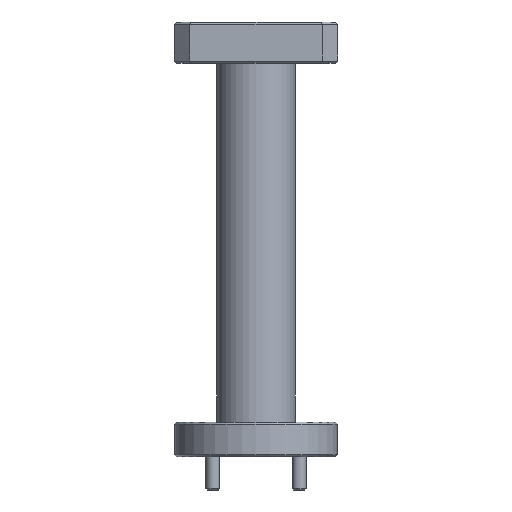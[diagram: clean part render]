
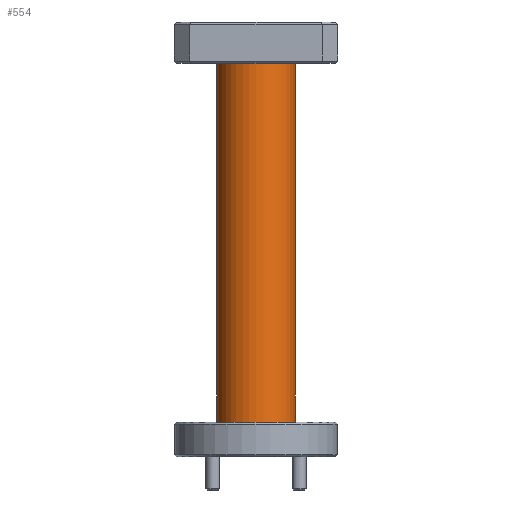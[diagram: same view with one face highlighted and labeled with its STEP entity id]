
A CAD part, front view. The second image highlights one B-rep face of the part: STEP entity #554.
In plain terms, the highlighted cylindrical face has radius 4.572 mm (diameter 9.144 mm), a partial arc.
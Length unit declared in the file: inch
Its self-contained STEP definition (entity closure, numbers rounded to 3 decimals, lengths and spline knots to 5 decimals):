
#53 = CARTESIAN_POINT ( 'NONE',  ( -1.21126, 0.39782, 1.27388 ) ) ;
#87 = ORIENTED_EDGE ( 'NONE', *, *, #2481, .F. ) ;
#181 = VECTOR ( 'NONE', #2192, 39.37008 ) ;
#273 = VERTEX_POINT ( 'NONE', #2646 ) ;
#380 = FACE_OUTER_BOUND ( 'NONE', #601, .T. ) ;
#554 = ADVANCED_FACE ( 'NONE', ( #380 ), #3048, .T. ) ;
#601 = EDGE_LOOP ( 'NONE', ( #1776, #87, #3199, #3032 ) ) ;
#831 = EDGE_CURVE ( 'NONE', #1457, #273, #3294, .T. ) ;
#1019 = VECTOR ( 'NONE', #3178, 39.37008 ) ;
#1230 = CIRCLE ( 'NONE', #2942, 0.18 ) ;
#1266 = EDGE_CURVE ( 'NONE', #2458, #1694, #2722, .T. ) ;
#1372 = AXIS2_PLACEMENT_3D ( 'NONE', #2958, #3013, #2711 ) ;
#1445 = CARTESIAN_POINT ( 'NONE',  ( -1.39126, 0.39782, -0.37612 ) ) ;
#1457 = VERTEX_POINT ( 'NONE', #1528 ) ;
#1528 = CARTESIAN_POINT ( 'NONE',  ( -1.57126, 0.39782, -0.37612 ) ) ;
#1694 = VERTEX_POINT ( 'NONE', #53 ) ;
#1700 = CARTESIAN_POINT ( 'NONE',  ( -1.39126, 0.39782, 1.27388 ) ) ;
#1720 = DIRECTION ( 'NONE',  ( 1., 0., 0. ) ) ;
#1776 = ORIENTED_EDGE ( 'NONE', *, *, #831, .F. ) ;
#1910 = CARTESIAN_POINT ( 'NONE',  ( -1.57126, 0.39782, -0.37612 ) ) ;
#2192 = DIRECTION ( 'NONE',  ( 0., 0., 1. ) ) ;
#2458 = VERTEX_POINT ( 'NONE', #2991 ) ;
#2481 = EDGE_CURVE ( 'NONE', #2458, #1457, #3300, .T. ) ;
#2516 = DIRECTION ( 'NONE',  ( 0., 0., 1. ) ) ;
#2534 = DIRECTION ( 'NONE',  ( 1., 0., 0. ) ) ;
#2581 = AXIS2_PLACEMENT_3D ( 'NONE', #1445, #2516, #1720 ) ;
#2646 = CARTESIAN_POINT ( 'NONE',  ( -1.57126, 0.39782, 1.27388 ) ) ;
#2711 = DIRECTION ( 'NONE',  ( -1., 0., 0. ) ) ;
#2722 = LINE ( 'NONE', #3229, #181 ) ;
#2767 = DIRECTION ( 'NONE',  ( 0., 0., -1. ) ) ;
#2942 = AXIS2_PLACEMENT_3D ( 'NONE', #1700, #2767, #2534 ) ;
#2958 = CARTESIAN_POINT ( 'NONE',  ( -1.39126, 0.39782, -0.37612 ) ) ;
#2991 = CARTESIAN_POINT ( 'NONE',  ( -1.21126, 0.39782, -0.37612 ) ) ;
#3013 = DIRECTION ( 'NONE',  ( 0., 0., -1. ) ) ;
#3017 = EDGE_CURVE ( 'NONE', #1694, #273, #1230, .T. ) ;
#3032 = ORIENTED_EDGE ( 'NONE', *, *, #3017, .T. ) ;
#3048 = CYLINDRICAL_SURFACE ( 'NONE', #2581, 0.18 ) ;
#3178 = DIRECTION ( 'NONE',  ( 0., 0., 1. ) ) ;
#3199 = ORIENTED_EDGE ( 'NONE', *, *, #1266, .T. ) ;
#3229 = CARTESIAN_POINT ( 'NONE',  ( -1.21126, 0.39782, -0.37612 ) ) ;
#3294 = LINE ( 'NONE', #1910, #1019 ) ;
#3300 = CIRCLE ( 'NONE', #1372, 0.18 ) ;
